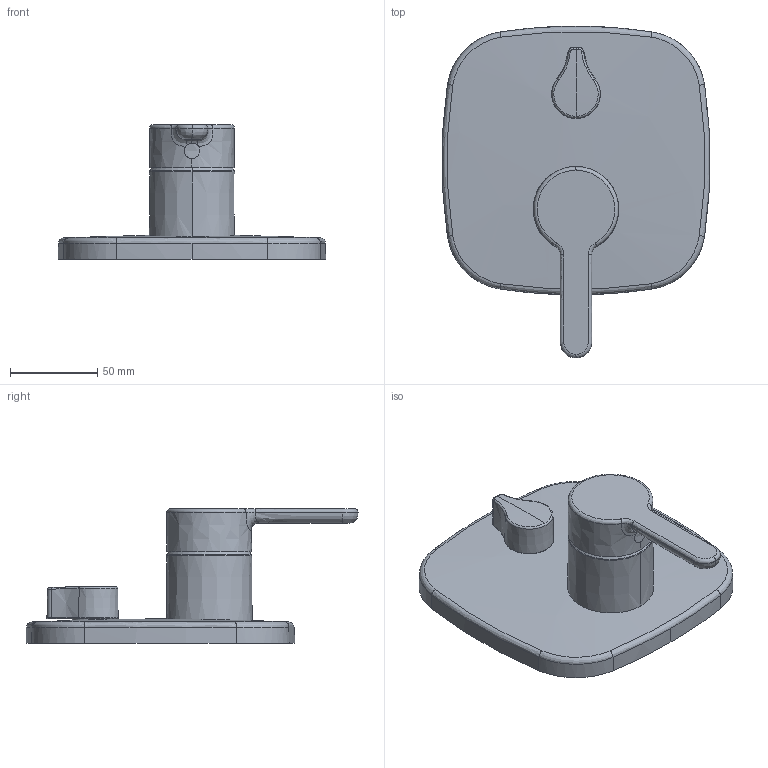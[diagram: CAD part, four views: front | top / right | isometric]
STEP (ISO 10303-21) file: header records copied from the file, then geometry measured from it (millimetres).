
FILE_DESCRIPTION (( 'STEP AP203' ), '1' );
FILE_NAME ('3088(2017)+81119593.STEP', '2017-05-22T11:49:53', ( '' ), ( '' ), 'SwSTEP 2.0', 'SolidWorks 2016', '' );
FILE_SCHEMA (( 'CONFIG_CONTROL_DESIGN' ));
Length unit declared in the file: millimetre
Products named in the file (1): 3088(2017)+81119593
Bounding box: 153.27 x 190.25 x 77.08 mm (x, y, z)
Volume: 417301.3 mm3; surface area: 63613.8 mm2
Topology: 1 solids, 1 shells, 76 faces, 177 edges, 107 vertices
Faces by surface type: bspline 34, cone 17, torus 12, plane 6, sphere 4, cylinder 3
Entity records: 5419 total; most frequent: CARTESIAN_POINT 3829, ORIENTED_EDGE 354, DIRECTION 259, EDGE_CURVE 177, AXIS2_PLACEMENT_3D 115, VERTEX_POINT 107, EDGE_LOOP 80, FACE_OUTER_BOUND 76
